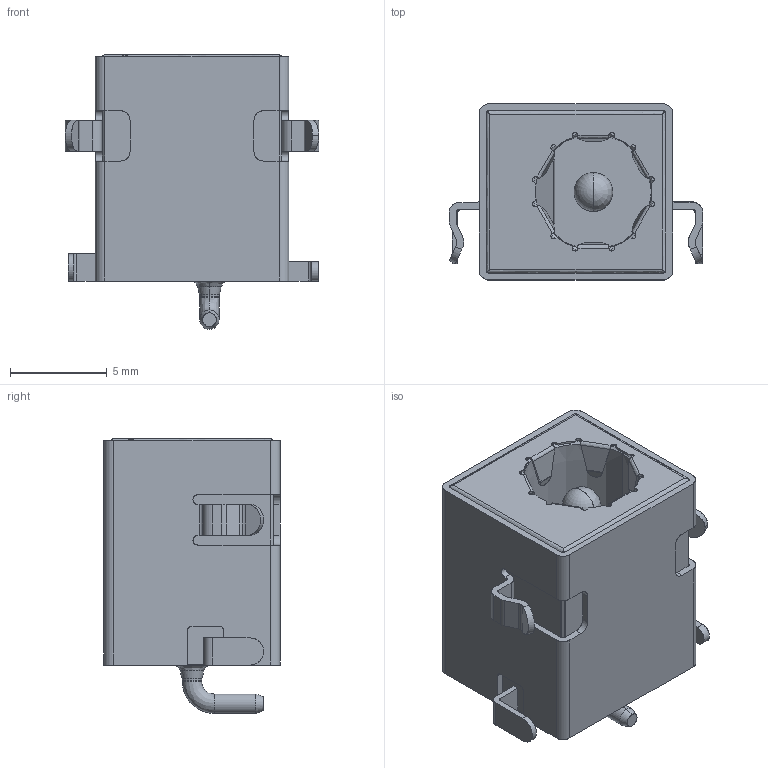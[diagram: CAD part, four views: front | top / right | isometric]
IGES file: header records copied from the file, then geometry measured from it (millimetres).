
Start section: SolidWorks IGES file using analytic representation for surfaces
Global section: file name: KLDHCX-MM-0202-ATR_rA5.IGS; native system: SolidWorks 2014; preprocessor: SolidWorks 2014; author: Jamil; date: 180110.154840; units: millimetre
Bounding box: 13.1 x 9.1 x 14.2 mm (x, y, z)
Surface area: 954.5 mm2 (no closed solid volume)
Topology: 0 solids, 0 shells, 345 faces, 2758 edges, 2756 vertices
Faces by surface type: bspline 192, revolution 153
